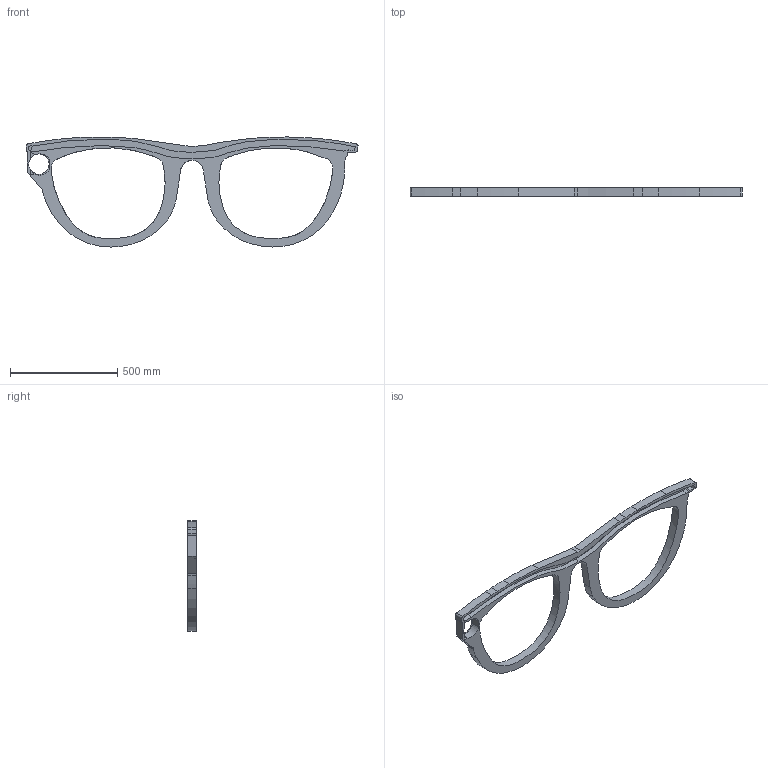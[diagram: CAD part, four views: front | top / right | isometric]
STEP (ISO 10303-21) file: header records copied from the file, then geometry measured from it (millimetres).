
FILE_DESCRIPTION(/* description */ ('STEP AP242','CAx-IF Rec.Pracs.---Representation and Presentation of Product Manufacturing Information (PMI)---4.0---2014-10-13','CAx-IF Rec.Pracs.---3D Tessellated Geometry---0.4---2014-09-14','2;1'),/* implementation_level */ '2;1');
FILE_NAME(/* name */ '6813f7cbb7de3a01af11ce2b',/* time_stamp */ '2025-05-01T22:38:03Z',/* author */ (''),/* organization */ (''),/* preprocessor_version */ 'ST-DEVELOPER v20',/* originating_system */ 'ONSHAPE BY PTC INC, 1.197',/* authorisation */ ' ');
FILE_SCHEMA (('AP242_MANAGED_MODEL_BASED_3D_ENGINEERING_MIM_LF { 1 0 10303 442 1 1 4 }'));
Length unit declared in the file: metre
Products named in the file (1): (Unsaved)
Bounding box: 1549.24 x 40.5 x 513.57 mm (x, y, z)
Volume: 6809075.8 mm3; surface area: 819673 mm2
Topology: 1 solids, 1 shells, 81 faces, 234 edges, 155 vertices
Faces by surface type: plane 37, cylinder 31, bspline 13
Full cylindrical faces by diameter (mm): 94.868 x1
Entity records: 12166 total; most frequent: CARTESIAN_POINT 10055, ORIENTED_EDGE 462, DIRECTION 406, EDGE_CURVE 231, VERTEX_POINT 154, AXIS2_PLACEMENT_3D 144, LINE 118, VECTOR 118
